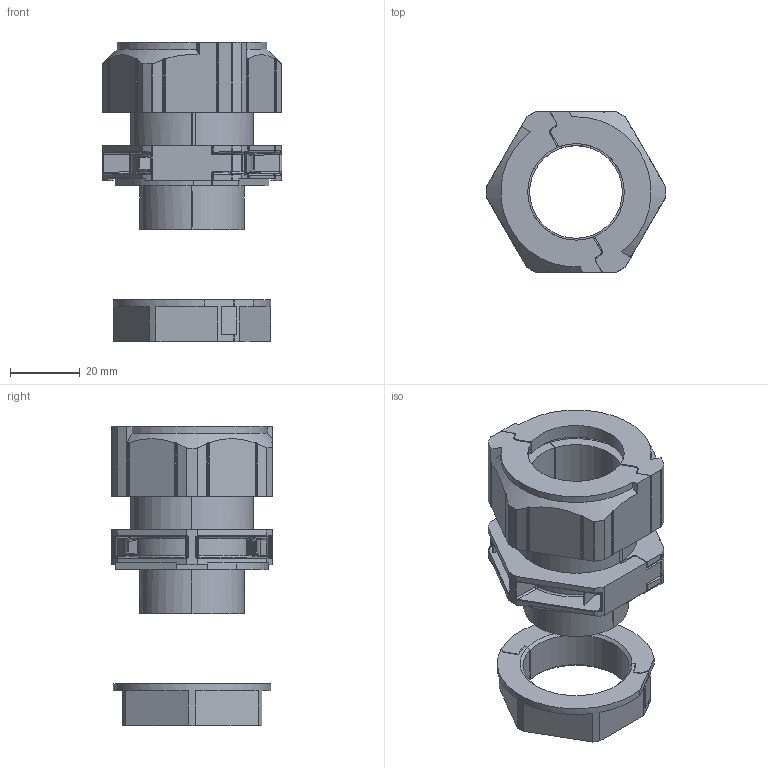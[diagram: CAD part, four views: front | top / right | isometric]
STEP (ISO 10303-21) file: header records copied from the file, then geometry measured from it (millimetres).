
FILE_DESCRIPTION (( 'STEP AP214' ), '1' );
FILE_NAME ('2024982.stp', '2019-05-08T06:52:53', ( '' ), ( '' ), 'SwSTEP 2.0', 'SolidWorks 2018', '' );
FILE_SCHEMA (( 'AUTOMOTIVE_DESIGN' ));
Length unit declared in the file: millimetre
Products named in the file (13): 2024982; 251570; 111630; 111629_Standard; 111631; 111567_24-26; 111633; 111634; 111635; 111632; 111638; 111641; 111636
Assembly tree (13 placements, depth 4):
  2024982
    111630
      111635
        251570
        111638
        111636
      111633
    111631
      111634
      111632
    111629_Standard  x2
    111567_24-26
    111641
Bounding box: 51.29 x 45.9 x 85.52 mm (x, y, z)
Volume: 44838.3 mm3; surface area: 35507 mm2
Topology: 10 solids, 10 shells, 941 faces, 2565 edges, 1601 vertices
Faces by surface type: cylinder 357, plane 355, bspline 211, cone 16, torus 2
Entity records: 32205 total; most frequent: CARTESIAN_POINT 11153, ORIENTED_EDGE 4458, DIRECTION 3510, EDGE_CURVE 2229, VERTEX_POINT 1405, AXIS2_PLACEMENT_3D 1179, VECTOR 1152, LINE 1152
